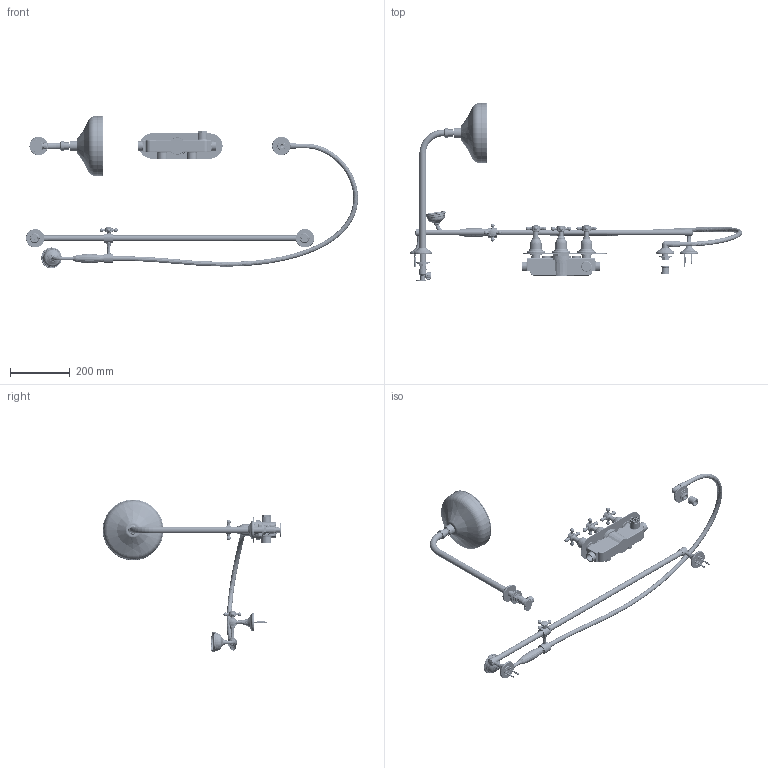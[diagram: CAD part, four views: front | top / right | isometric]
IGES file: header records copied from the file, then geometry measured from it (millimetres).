
Global section: file name: No Iges File Name specified; native system: Autodesk Inventor 2010; preprocessor: AutoDesk Inventor Iges Exporter R2010; author: adaniels; date: 20100709.145607; units: millimetre
Bounding box: 1115.06 x 600 x 512.85 mm (x, y, z)
Volume: 2996191.8 mm3; surface area: 855638.1 mm2
Topology: 116 solids, 117 shells, 5920 faces, 14900 edges, 9470 vertices
Faces by surface type: plane 2352, bspline 1048, revolution 953, cylinder 747, cone 463, torus 297, sphere 60
